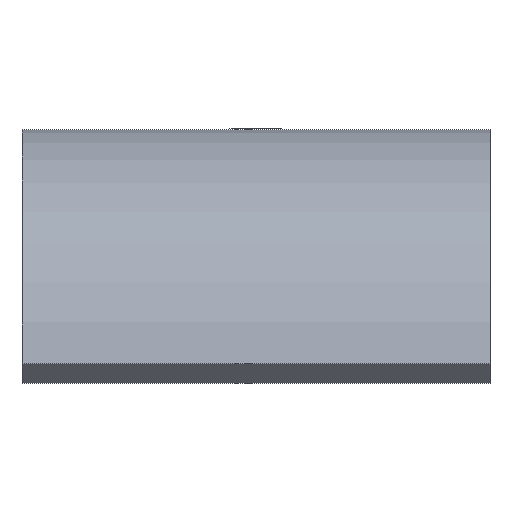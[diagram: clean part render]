
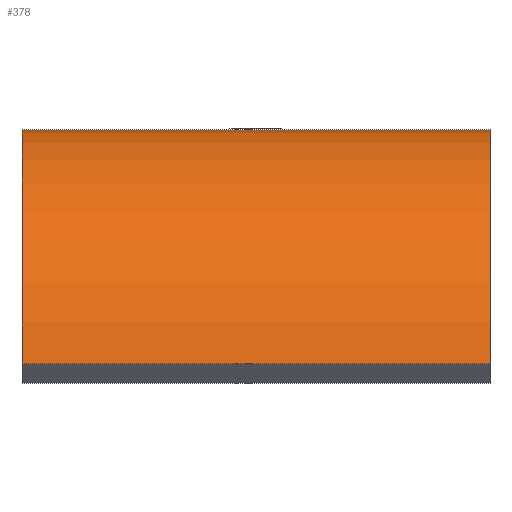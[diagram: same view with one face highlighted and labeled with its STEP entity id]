
A CAD part, front view. The second image highlights one B-rep face of the part: STEP entity #378.
In plain terms, the highlighted cylindrical face has radius 51 mm (diameter 102 mm), a partial arc.
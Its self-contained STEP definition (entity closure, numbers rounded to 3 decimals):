
#56=FACE_OUTER_BOUND('',#74,.T.);
#74=EDGE_LOOP('',(#314,#315,#316,#317));
#102=LINE('',#567,#148);
#103=LINE('',#573,#149);
#148=VECTOR('',#464,1.);
#149=VECTOR('',#471,1.);
#182=CIRCLE('',#405,51.);
#183=CIRCLE('',#406,51.);
#200=VERTEX_POINT('',#563);
#201=VERTEX_POINT('',#565);
#202=VERTEX_POINT('',#569);
#203=VERTEX_POINT('',#571);
#252=EDGE_CURVE('',#200,#201,#102,.T.);
#253=EDGE_CURVE('',#202,#200,#182,.T.);
#254=EDGE_CURVE('',#203,#201,#183,.T.);
#255=EDGE_CURVE('',#202,#203,#103,.T.);
#314=ORIENTED_EDGE('',*,*,#253,.T.);
#315=ORIENTED_EDGE('',*,*,#252,.T.);
#316=ORIENTED_EDGE('',*,*,#254,.F.);
#317=ORIENTED_EDGE('',*,*,#255,.F.);
#369=CYLINDRICAL_SURFACE('',#404,51.);
#378=ADVANCED_FACE('',(#56),#369,.T.);
#404=AXIS2_PLACEMENT_3D('',#568,#465,#466);
#405=AXIS2_PLACEMENT_3D('',#570,#467,#468);
#406=AXIS2_PLACEMENT_3D('',#572,#469,#470);
#464=DIRECTION('',(1.,0.,0.));
#465=DIRECTION('center_axis',(1.,0.,0.));
#466=DIRECTION('ref_axis',(0.,0.,1.));
#467=DIRECTION('center_axis',(1.,0.,0.));
#468=DIRECTION('ref_axis',(0.,0.,1.));
#469=DIRECTION('center_axis',(1.,0.,0.));
#470=DIRECTION('ref_axis',(0.,0.,1.));
#471=DIRECTION('',(1.,0.,0.));
#563=CARTESIAN_POINT('',(78.24,99.571,-59.425));
#565=CARTESIAN_POINT('',(168.24,99.571,-59.425));
#567=CARTESIAN_POINT('',(78.24,99.571,-59.425));
#568=CARTESIAN_POINT('Origin',(78.24,150.223,-65.373));
#569=CARTESIAN_POINT('',(78.24,150.223,-14.373));
#570=CARTESIAN_POINT('Origin',(78.24,150.223,-65.373));
#571=CARTESIAN_POINT('',(168.24,150.223,-14.373));
#572=CARTESIAN_POINT('Origin',(168.24,150.223,-65.373));
#573=CARTESIAN_POINT('',(78.24,150.223,-14.373));
